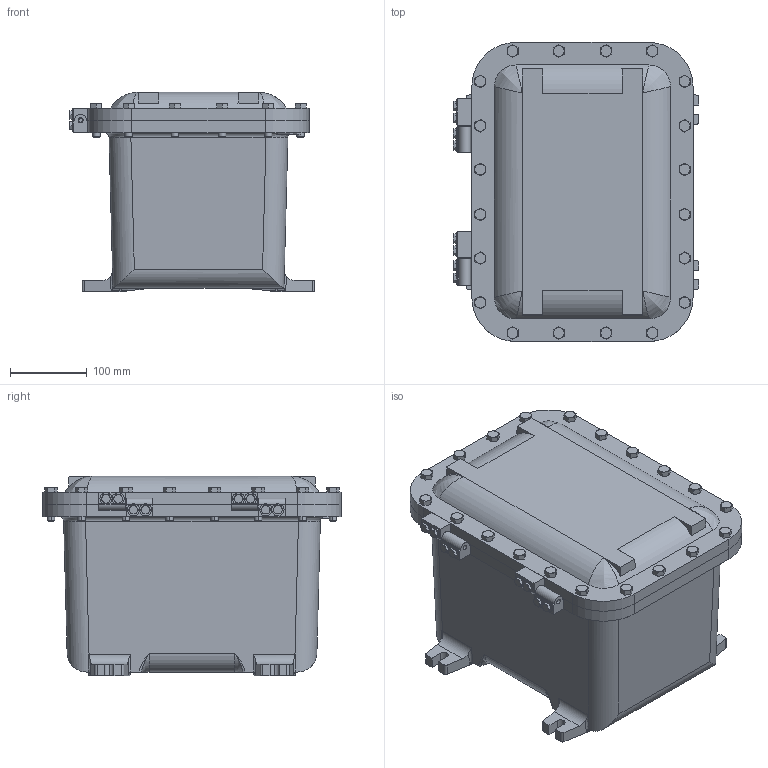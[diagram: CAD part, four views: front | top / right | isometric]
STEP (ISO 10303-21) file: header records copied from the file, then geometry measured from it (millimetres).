
FILE_DESCRIPTION (( 'STEP AP203' ), '1' );
FILE_NAME ('XCE 081208 N4 (B).STEP', '2015-12-02T15:57:35', ( 'user' ), ( 'Microsoft' ), 'SwSTEP 2.0', 'SolidWorks 2015', '' );
FILE_SCHEMA (( 'CONFIG_CONTROL_DESIGN' ));
Length unit declared in the file: inch
Products named in the file (16): 1-224_HBOLT 0.3750-16x1.5x1.5-NZYD; 5264-10; XCE 081208 N4 (B); 4363; 5471-10; XCE 081208 BOX (4874-3M); 16862; 4875-G; 4834-1; 4834-2; 5221-2; 2-13; 4834-1L; 2-506; 4834-1S; 2-198
Assembly tree (60 placements, depth 3):
  XCE 081208 N4 (B)
    XCE 081208 BOX (4874-3M)
    4875-G
    4834-2  x2
    2-13  x8
    2-506  x8
    16862
      2-198  x4
      5264-10  x4
      4363  x4
      5471-10
    4834-1L
      4834-1
      5221-2
    4834-1S
      4834-1
      5221-2
    1-224_HBOLT 0.3750-16x1.5x1.5-NZYD  x20
Bounding box: 320.69 x 390.52 x 260.41 mm (x, y, z)
Volume: 7290078.8 mm3; surface area: 1103011.8 mm2
Topology: 57 solids, 57 shells, 1485 faces, 3592 edges, 2271 vertices
Faces by surface type: plane 611, cylinder 470, cone 234, bspline 98, torus 68, sphere 4
Entity records: 30255 total; most frequent: CARTESIAN_POINT 11471, ORIENTED_EDGE 3354, DIRECTION 3144, EDGE_CURVE 1677, AXIS2_PLACEMENT_3D 1123, VERTEX_POINT 1084, LINE 898, VECTOR 898
